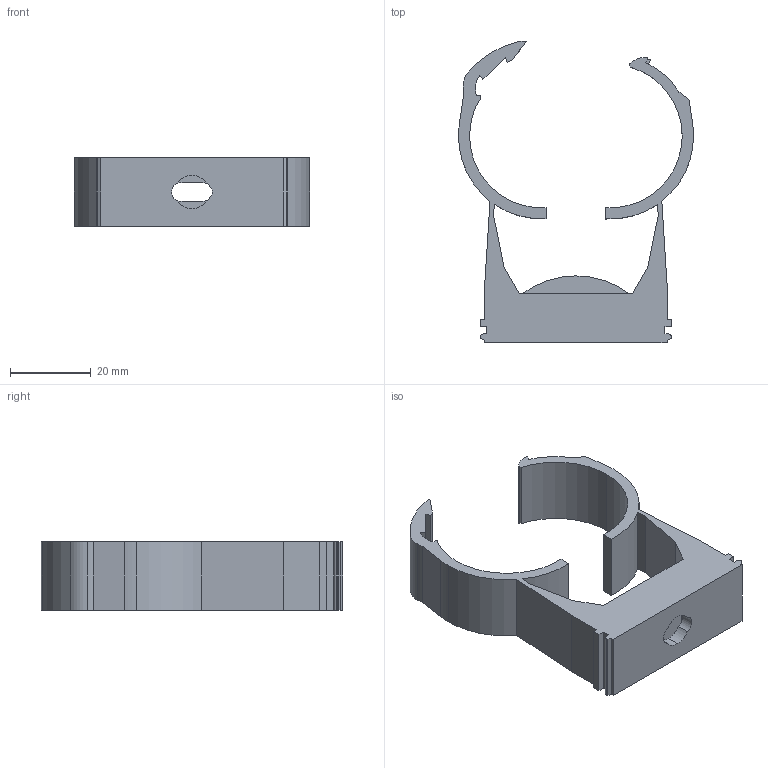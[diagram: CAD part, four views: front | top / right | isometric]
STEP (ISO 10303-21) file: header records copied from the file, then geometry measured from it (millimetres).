
FILE_DESCRIPTION (( 'STEP AP214' ), '1' );
FILE_NAME ('2146290.stp', '2020-06-23T07:45:24', ( '' ), ( '' ), 'SwSTEP 2.0', 'SolidWorks 2018', '' );
FILE_SCHEMA (( 'AUTOMOTIVE_DESIGN' ));
Length unit declared in the file: millimetre
Products named in the file (1): 2146290
Bounding box: 58.05 x 74.39 x 17 mm (x, y, z)
Volume: 16451.7 mm3; surface area: 10518.2 mm2
Topology: 1 solids, 1 shells, 94 faces, 272 edges, 181 vertices
Faces by surface type: plane 57, cylinder 37
Entity records: 3147 total; most frequent: CARTESIAN_POINT 548, ORIENTED_EDGE 544, DIRECTION 539, EDGE_CURVE 272, LINE 195, VECTOR 195, VERTEX_POINT 181, AXIS2_PLACEMENT_3D 172
